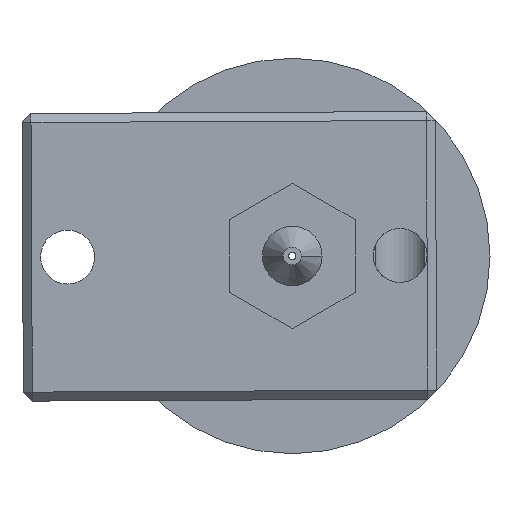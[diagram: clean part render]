
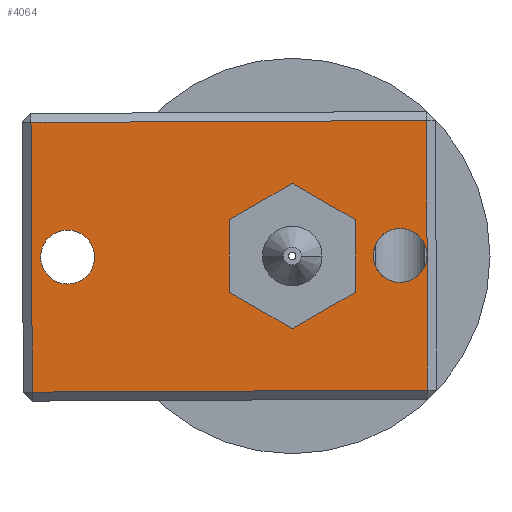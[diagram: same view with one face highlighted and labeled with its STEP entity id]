
A CAD part, front view. The second image highlights one B-rep face of the part: STEP entity #4064.
In plain terms, the highlighted planar face has unit normal (0, -1, 0).
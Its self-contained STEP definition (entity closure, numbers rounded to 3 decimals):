
#183 = CIRCLE ( 'NONE', #229, 3. ) ;
#225 = CARTESIAN_POINT ( 'NONE',  ( -11., -5.75, -8. ) ) ;
#229 = AXIS2_PLACEMENT_3D ( 'NONE', #1312, #1410, #3542 ) ;
#314 = VECTOR ( 'NONE', #4315, 1000. ) ;
#396 = EDGE_CURVE ( 'NONE', #3697, #2227, #4613, .T. ) ;
#450 = EDGE_LOOP ( 'NONE', ( #787, #1381, #731, #4085, #4334, #2210, #4271 ) ) ;
#480 = FACE_BOUND ( 'NONE', #705, .T. ) ;
#626 = VERTEX_POINT ( 'NONE', #4618 ) ;
#705 = EDGE_LOOP ( 'NONE', ( #3524, #3441 ) ) ;
#709 = CIRCLE ( 'NONE', #1337, 1.5 ) ;
#731 = ORIENTED_EDGE ( 'NONE', *, *, #1915, .T. ) ;
#739 = DIRECTION ( 'NONE',  ( -1., 0., 0. ) ) ;
#787 = ORIENTED_EDGE ( 'NONE', *, *, #2857, .T. ) ;
#831 = DIRECTION ( 'NONE',  ( 0., 1., 0. ) ) ;
#903 = CIRCLE ( 'NONE', #3140, 3. ) ;
#907 = AXIS2_PLACEMENT_3D ( 'NONE', #1371, #1782, #4619 ) ;
#936 = AXIS2_PLACEMENT_3D ( 'NONE', #4554, #1885, #739 ) ;
#1139 = EDGE_CURVE ( 'NONE', #4586, #3705, #903, .T. ) ;
#1143 = CIRCLE ( 'NONE', #2104, 1.5 ) ;
#1257 = DIRECTION ( 'NONE',  ( 0., 0., 1. ) ) ;
#1273 = CARTESIAN_POINT ( 'NONE',  ( 11., -5.75, -8. ) ) ;
#1312 = CARTESIAN_POINT ( 'NONE',  ( 3.5, -5.75, 0. ) ) ;
#1337 = AXIS2_PLACEMENT_3D ( 'NONE', #3769, #4180, #1783 ) ;
#1371 = CARTESIAN_POINT ( 'NONE',  ( 9.5, -5.75, 0. ) ) ;
#1381 = ORIENTED_EDGE ( 'NONE', *, *, #3582, .T. ) ;
#1410 = DIRECTION ( 'NONE',  ( 0., 1., 0. ) ) ;
#1460 = CIRCLE ( 'NONE', #936, 1.5 ) ;
#1643 = CARTESIAN_POINT ( 'NONE',  ( 11., -5.75, 0. ) ) ;
#1693 = DIRECTION ( 'NONE',  ( -1., 0., 0. ) ) ;
#1704 = CARTESIAN_POINT ( 'NONE',  ( 3.5, -5.75, 0. ) ) ;
#1777 = VERTEX_POINT ( 'NONE', #1874 ) ;
#1782 = DIRECTION ( 'NONE',  ( 0., -1., 0. ) ) ;
#1783 = DIRECTION ( 'NONE',  ( 1., 0., 0. ) ) ;
#1873 = CARTESIAN_POINT ( 'NONE',  ( 11.5, -5.75, 7.5 ) ) ;
#1874 = CARTESIAN_POINT ( 'NONE',  ( -11., -5.75, -7.5 ) ) ;
#1885 = DIRECTION ( 'NONE',  ( 0., 1., 0. ) ) ;
#1915 = EDGE_CURVE ( 'NONE', #626, #3697, #5191, .T. ) ;
#1939 = EDGE_CURVE ( 'NONE', #4558, #5081, #2411, .T. ) ;
#1951 = PLANE ( 'NONE',  #2739 ) ;
#2104 = AXIS2_PLACEMENT_3D ( 'NONE', #2537, #4942, #1693 ) ;
#2179 = VECTOR ( 'NONE', #1257, 1000. ) ;
#2180 = DIRECTION ( 'NONE',  ( 1., 0., 0. ) ) ;
#2210 = ORIENTED_EDGE ( 'NONE', *, *, #3200, .T. ) ;
#2227 = VERTEX_POINT ( 'NONE', #5226 ) ;
#2245 = CARTESIAN_POINT ( 'NONE',  ( 11., -5.75, 7.5 ) ) ;
#2252 = CARTESIAN_POINT ( 'NONE',  ( -7.5, -5.75, 0. ) ) ;
#2269 = CARTESIAN_POINT ( 'NONE',  ( 6.5, -5.75, 0. ) ) ;
#2290 = EDGE_CURVE ( 'NONE', #3705, #4586, #183, .T. ) ;
#2314 = VERTEX_POINT ( 'NONE', #2610 ) ;
#2360 = ORIENTED_EDGE ( 'NONE', *, *, #4350, .T. ) ;
#2370 = DIRECTION ( 'NONE',  ( 0., -1., 0. ) ) ;
#2379 = EDGE_CURVE ( 'NONE', #2227, #3697, #709, .T. ) ;
#2411 = LINE ( 'NONE', #1873, #314 ) ;
#2460 = VERTEX_POINT ( 'NONE', #2252 ) ;
#2537 = CARTESIAN_POINT ( 'NONE',  ( -9., -5.75, 0. ) ) ;
#2610 = CARTESIAN_POINT ( 'NONE',  ( -10.5, -5.75, 0. ) ) ;
#2739 = AXIS2_PLACEMENT_3D ( 'NONE', #3943, #2370, #2798 ) ;
#2798 = DIRECTION ( 'NONE',  ( 1., 0., 0. ) ) ;
#2857 = EDGE_CURVE ( 'NONE', #5081, #1777, #4446, .T. ) ;
#2862 = FACE_BOUND ( 'NONE', #5209, .T. ) ;
#3140 = AXIS2_PLACEMENT_3D ( 'NONE', #1704, #831, #3395 ) ;
#3200 = EDGE_CURVE ( 'NONE', #3697, #4558, #3242, .T. ) ;
#3242 = LINE ( 'NONE', #1273, #2179 ) ;
#3320 = CARTESIAN_POINT ( 'NONE',  ( 0.5, -5.75, 0. ) ) ;
#3395 = DIRECTION ( 'NONE',  ( -1., 0., 0. ) ) ;
#3441 = ORIENTED_EDGE ( 'NONE', *, *, #1139, .T. ) ;
#3491 = DIRECTION ( 'NONE',  ( 0., 0., -1. ) ) ;
#3524 = ORIENTED_EDGE ( 'NONE', *, *, #2290, .T. ) ;
#3542 = DIRECTION ( 'NONE',  ( -1., 0., 0. ) ) ;
#3548 = LINE ( 'NONE', #3825, #5105 ) ;
#3582 = EDGE_CURVE ( 'NONE', #1777, #626, #3548, .T. ) ;
#3631 = CARTESIAN_POINT ( 'NONE',  ( -11., -5.75, 7.5 ) ) ;
#3697 = VERTEX_POINT ( 'NONE', #1643 ) ;
#3705 = VERTEX_POINT ( 'NONE', #3320 ) ;
#3746 = EDGE_CURVE ( 'NONE', #2460, #2314, #1143, .T. ) ;
#3769 = CARTESIAN_POINT ( 'NONE',  ( 9.5, -5.75, 0. ) ) ;
#3825 = CARTESIAN_POINT ( 'NONE',  ( 11.5, -5.75, -7.5 ) ) ;
#3879 = VECTOR ( 'NONE', #3491, 1000. ) ;
#3887 = DIRECTION ( 'NONE',  ( 0., 0., 1. ) ) ;
#3943 = CARTESIAN_POINT ( 'NONE',  ( 11.5, -5.75, -8. ) ) ;
#4064 = ADVANCED_FACE ( 'NONE', ( #4310, #480, #2862 ), #1951, .T. ) ;
#4085 = ORIENTED_EDGE ( 'NONE', *, *, #2379, .F. ) ;
#4180 = DIRECTION ( 'NONE',  ( 0., -1., 0. ) ) ;
#4271 = ORIENTED_EDGE ( 'NONE', *, *, #1939, .T. ) ;
#4310 = FACE_OUTER_BOUND ( 'NONE', #450, .T. ) ;
#4315 = DIRECTION ( 'NONE',  ( -1., 0., 0. ) ) ;
#4334 = ORIENTED_EDGE ( 'NONE', *, *, #396, .F. ) ;
#4350 = EDGE_CURVE ( 'NONE', #2314, #2460, #1460, .T. ) ;
#4365 = ORIENTED_EDGE ( 'NONE', *, *, #3746, .T. ) ;
#4446 = LINE ( 'NONE', #225, #3879 ) ;
#4554 = CARTESIAN_POINT ( 'NONE',  ( -9., -5.75, 0. ) ) ;
#4558 = VERTEX_POINT ( 'NONE', #2245 ) ;
#4586 = VERTEX_POINT ( 'NONE', #2269 ) ;
#4613 = CIRCLE ( 'NONE', #907, 1.5 ) ;
#4618 = CARTESIAN_POINT ( 'NONE',  ( 11., -5.75, -7.5 ) ) ;
#4619 = DIRECTION ( 'NONE',  ( 1., 0., 0. ) ) ;
#4942 = DIRECTION ( 'NONE',  ( 0., 1., 0. ) ) ;
#4978 = VECTOR ( 'NONE', #3887, 1000. ) ;
#5081 = VERTEX_POINT ( 'NONE', #3631 ) ;
#5105 = VECTOR ( 'NONE', #2180, 1000. ) ;
#5133 = CARTESIAN_POINT ( 'NONE',  ( 11., -5.75, -8. ) ) ;
#5191 = LINE ( 'NONE', #5133, #4978 ) ;
#5209 = EDGE_LOOP ( 'NONE', ( #2360, #4365 ) ) ;
#5226 = CARTESIAN_POINT ( 'NONE',  ( 8., -5.75, 0. ) ) ;
